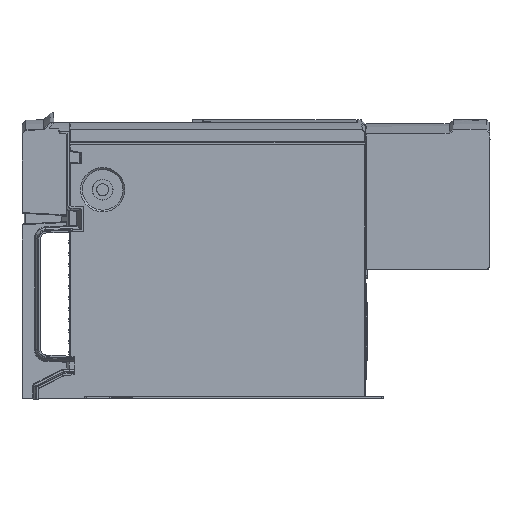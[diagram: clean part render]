
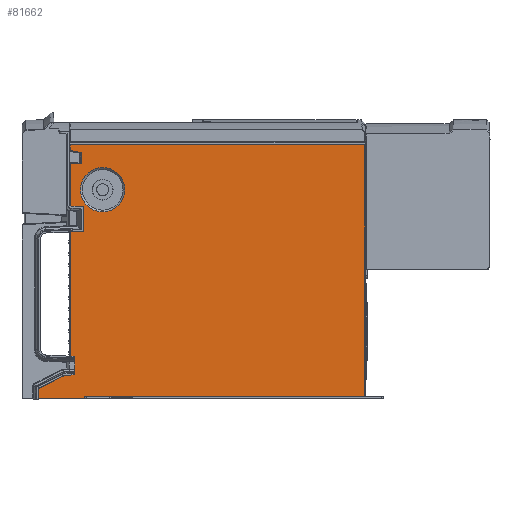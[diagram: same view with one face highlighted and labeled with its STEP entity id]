
A CAD part, left-side view. The second image highlights one B-rep face of the part: STEP entity #81662.
In plain terms, the highlighted planar face has unit normal (-1, 0, 0).
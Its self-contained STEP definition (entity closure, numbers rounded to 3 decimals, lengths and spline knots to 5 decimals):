
#9451=CARTESIAN_POINT('',(-0.0625,-0.0245,-0.0258));
#9452=DIRECTION('',(1.,0.,0.));
#9453=DIRECTION('',(0.,-1.,0.));
#9454=AXIS2_PLACEMENT_3D('',#9451,#9452,#9453);
#9456=CARTESIAN_POINT('',(-0.0625,-0.0245,-0.0258));
#9457=DIRECTION('',(1.,0.,0.));
#9458=DIRECTION('',(0.,0.,1.));
#9459=AXIS2_PLACEMENT_3D('',#9456,#9457,#9458);
#9461=CARTESIAN_POINT('',(-0.0625,-0.0245,-0.0258));
#9462=DIRECTION('',(1.,0.,0.));
#9463=DIRECTION('',(0.,1.,0.));
#9464=AXIS2_PLACEMENT_3D('',#9461,#9462,#9463);
#9466=CARTESIAN_POINT('',(-0.0625,-0.0245,-0.0258));
#9467=DIRECTION('',(1.,0.,0.));
#9468=DIRECTION('',(0.,0.,-1.));
#9469=AXIS2_PLACEMENT_3D('',#9466,#9467,#9468);
#9471=DIRECTION('',(0.,0.996,-0.087));
#9472=VECTOR('',#9471,0.00158);
#9473=CARTESIAN_POINT('',(-0.0625,-0.0005,-0.16146));
#9474=LINE('',#9473,#9472);
#9475=DIRECTION('',(0.,-0.985,-0.174));
#9476=VECTOR('',#9475,0.00822);
#9477=CARTESIAN_POINT('',(-0.0625,-0.0005,0.00319));
#9478=LINE('',#9477,#9476);
#9479=DIRECTION('',(0.,0.893,-0.45));
#9480=VECTOR('',#9479,0.024);
#9481=CARTESIAN_POINT('',(-0.0625,0.00107,-0.1616));
#9482=LINE('',#9481,#9480);
#9571=DIRECTION('',(0.,0.,1.));
#9572=VECTOR('',#9571,0.15486);
#9573=CARTESIAN_POINT('',(-0.0625,-0.0005,-0.16146));
#9574=LINE('',#9573,#9572);
#9582=CARTESIAN_POINT('',(-0.0625,-0.0005,-0.16146));
#22595=DIRECTION('',(0.,-1.,0.));
#22596=VECTOR('',#22595,0.0081);
#22597=CARTESIAN_POINT('',(-0.0625,-0.0005,-0.0066));
#22598=LINE('',#22597,#22596);
#22615=DIRECTION('',(0.,0.,1.));
#22616=VECTOR('',#22615,0.00836);
#22617=CARTESIAN_POINT('',(-0.0625,-0.0086,
-0.0066));
#22618=LINE('',#22617,#22616);
#22665=DIRECTION('',(0.,0.,1.));
#22666=VECTOR('',#22665,0.00414);
#22667=CARTESIAN_POINT('',(-0.0625,-0.0005,0.00319));
#22668=LINE('',#22667,#22666);
#22675=DIRECTION('',(0.,-1.,0.));
#22676=VECTOR('',#22675,0.2171);
#22677=CARTESIAN_POINT('',(-0.0625,-0.0005,0.00733));
#22678=LINE('',#22677,#22676);
#25244=DIRECTION('',(0.,1.,0.));
#25245=VECTOR('',#25244,0.20661);
#25246=CARTESIAN_POINT('',(-0.0625,-0.2176,-0.1781));
#25247=LINE('',#25246,#25245);
#27037=DIRECTION('',(0.,1.,0.));
#27038=VECTOR('',#27037,0.03346);
#27039=CARTESIAN_POINT('',(-0.0625,-0.01096,-0.1796));
#27040=LINE('',#27039,#27038);
#27729=DIRECTION('',(0.,0.,1.));
#27730=VECTOR('',#27729,0.00719);
#27731=CARTESIAN_POINT('',(-0.0625,0.0225,-0.1796));
#27732=LINE('',#27731,#27730);
#27883=DIRECTION('',(0.,0.021,-1.));
#27884=VECTOR('',#27883,0.0015);
#27885=CARTESIAN_POINT('',(-0.0625,-0.01099,-0.1781));
#27886=LINE('',#27885,#27884);
#29661=DIRECTION('',(0.,0.,-1.));
#29662=VECTOR('',#29661,0.18543);
#29663=CARTESIAN_POINT('',(-0.0625,-0.2176,0.00733));
#29664=LINE('',#29663,#29662);
#55019=CARTESIAN_POINT('',(-0.0625,0.00107,-0.1616));
#55020=VERTEX_POINT('',#55019);
#55021=VERTEX_POINT('',#9582);
#55024=CARTESIAN_POINT('',(-0.0625,0.0225,-0.17241));
#55025=VERTEX_POINT('',#55024);
#55028=CARTESIAN_POINT('',(-0.0625,-0.0005,-0.0066));
#55029=VERTEX_POINT('',#55028);
#55030=CARTESIAN_POINT('',(-0.0625,-0.0086,
-0.0066));
#55031=VERTEX_POINT('',#55030);
#55032=CARTESIAN_POINT('',(-0.0625,-0.0086,0.00176));
#55033=VERTEX_POINT('',#55032);
#55034=CARTESIAN_POINT('',(-0.0625,-0.0005,0.00319));
#55035=VERTEX_POINT('',#55034);
#55036=CARTESIAN_POINT('',(-0.0625,-0.0005,0.00733));
#55037=VERTEX_POINT('',#55036);
#55038=CARTESIAN_POINT('',(-0.0625,-0.2176,0.00733));
#55039=VERTEX_POINT('',#55038);
#55040=CARTESIAN_POINT('',(-0.0625,-0.2176,-0.1781));
#55041=VERTEX_POINT('',#55040);
#55042=CARTESIAN_POINT('',(-0.0625,-0.01099,-0.1781));
#55043=VERTEX_POINT('',#55042);
#55044=CARTESIAN_POINT('',(-0.0625,-0.01096,-0.1796));
#55045=VERTEX_POINT('',#55044);
#55046=CARTESIAN_POINT('',(-0.0625,0.0225,-0.1796));
#55047=VERTEX_POINT('',#55046);
#55048=CARTESIAN_POINT('',(-0.0625,-0.0245,-0.00945));
#55049=CARTESIAN_POINT('',(-0.0625,-0.04085,
-0.0258));
#55050=VERTEX_POINT('',#55048);
#55051=VERTEX_POINT('',#55049);
#55052=CARTESIAN_POINT('',(-0.0625,-0.00815,
-0.0258));
#55053=VERTEX_POINT('',#55052);
#55054=CARTESIAN_POINT('',(-0.0625,-0.0245,-0.04215));
#55055=VERTEX_POINT('',#55054);
#81620=CARTESIAN_POINT('',(-0.0625,0.,-0.1796));
#81621=DIRECTION('',(-1.,0.,0.));
#81622=DIRECTION('',(0.,0.,1.));
#81623=AXIS2_PLACEMENT_3D('',#81620,#81621,#81622);
#81624=PLANE('',#81623);
#81625=ORIENTED_EDGE('',*,*,#81610,.F.);
#81627=ORIENTED_EDGE('',*,*,#81626,.T.);
#81629=ORIENTED_EDGE('',*,*,#81628,.T.);
#81631=ORIENTED_EDGE('',*,*,#81630,.T.);
#81633=ORIENTED_EDGE('',*,*,#81632,.F.);
#81635=ORIENTED_EDGE('',*,*,#81634,.T.);
#81637=ORIENTED_EDGE('',*,*,#81636,.T.);
#81639=ORIENTED_EDGE('',*,*,#81638,.T.);
#81641=ORIENTED_EDGE('',*,*,#81640,.T.);
#81643=ORIENTED_EDGE('',*,*,#81642,.T.);
#81645=ORIENTED_EDGE('',*,*,#81644,.T.);
#81647=ORIENTED_EDGE('',*,*,#81646,.T.);
#81649=ORIENTED_EDGE('',*,*,#81648,.F.);
#81650=EDGE_LOOP('',(#81625,#81627,#81629,#81631,#81633,#81635,#81637,#81639,
#81641,#81643,#81645,#81647,#81649));
#81651=FACE_OUTER_BOUND('',#81650,.F.);
#81653=ORIENTED_EDGE('',*,*,#81652,.F.);
#81655=ORIENTED_EDGE('',*,*,#81654,.F.);
#81657=ORIENTED_EDGE('',*,*,#81656,.F.);
#81659=ORIENTED_EDGE('',*,*,#81658,.F.);
#81660=EDGE_LOOP('',(#81653,#81655,#81657,#81659));
#81661=FACE_BOUND('',#81660,.F.);
#81662=ADVANCED_FACE('',(#81651,#81661),#81624,.T.);
#9455=CIRCLE('',#9454,0.01635);
#9460=CIRCLE('',#9459,0.01635);
#9465=CIRCLE('',#9464,0.01635);
#9470=CIRCLE('',#9469,0.01635);
#81610=EDGE_CURVE('',#55021,#55020,#9474,.T.);
#81626=EDGE_CURVE('',#55021,#55029,#9574,.T.);
#81628=EDGE_CURVE('',#55029,#55031,#22598,.T.);
#81630=EDGE_CURVE('',#55031,#55033,#22618,.T.);
#81632=EDGE_CURVE('',#55035,#55033,#9478,.T.);
#81634=EDGE_CURVE('',#55035,#55037,#22668,.T.);
#81636=EDGE_CURVE('',#55037,#55039,#22678,.T.);
#81638=EDGE_CURVE('',#55039,#55041,#29664,.T.);
#81640=EDGE_CURVE('',#55041,#55043,#25247,.T.);
#81642=EDGE_CURVE('',#55043,#55045,#27886,.T.);
#81644=EDGE_CURVE('',#55045,#55047,#27040,.T.);
#81646=EDGE_CURVE('',#55047,#55025,#27732,.T.);
#81648=EDGE_CURVE('',#55020,#55025,#9482,.T.);
#81652=EDGE_CURVE('',#55051,#55055,#9455,.T.);
#81654=EDGE_CURVE('',#55050,#55051,#9460,.T.);
#81656=EDGE_CURVE('',#55053,#55050,#9465,.T.);
#81658=EDGE_CURVE('',#55055,#55053,#9470,.T.);
